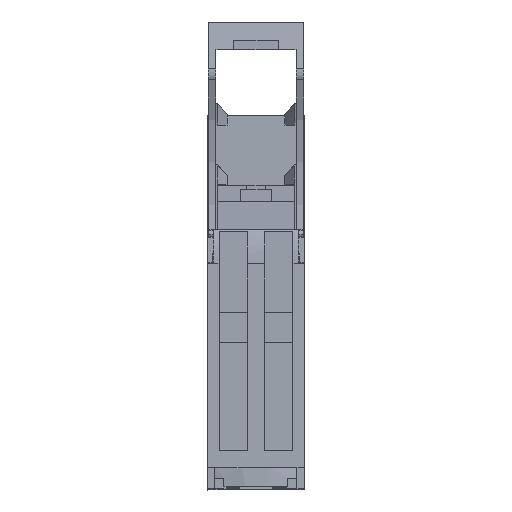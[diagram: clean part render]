
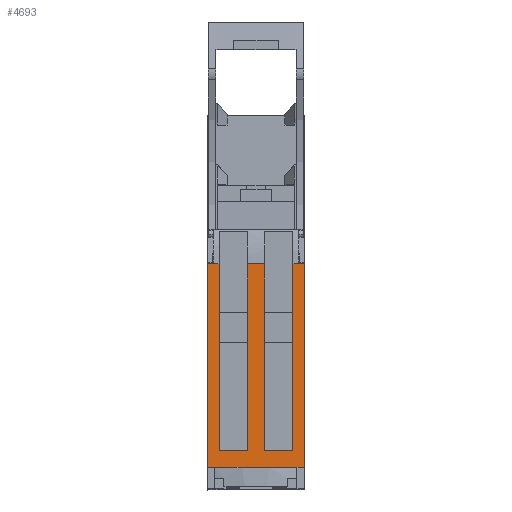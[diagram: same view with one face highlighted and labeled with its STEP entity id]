
A CAD part, front view. The second image highlights one B-rep face of the part: STEP entity #4693.
In plain terms, the highlighted cylindrical face has radius 8974.53 mm (diameter 17949.1 mm), a partial arc.
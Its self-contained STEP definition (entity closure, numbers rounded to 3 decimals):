
#4604=AXIS2_PLACEMENT_3D('Cylinder Axis2P3D',#4601,#4602,#4603) ;
#4608=AXIS2_PLACEMENT_3D('Circle Axis2P3D',#4606,#4607,$) ;
#4621=AXIS2_PLACEMENT_3D('Circle Axis2P3D',#4619,#4620,$) ;
#4626=AXIS2_PLACEMENT_3D('Circle Axis2P3D',#4624,#4625,$) ;
#4639=AXIS2_PLACEMENT_3D('Circle Axis2P3D',#4637,#4638,$) ;
#1807=CARTESIAN_POINT('Vertex',(15.8,4.805,36.856)) ;
#1811=CARTESIAN_POINT('Control Point',(15.8,4.374,3.7)) ;
#1812=CARTESIAN_POINT('Control Point',(15.8,4.448,10.331)) ;
#1813=CARTESIAN_POINT('Control Point',(15.8,4.528,16.963)) ;
#1814=CARTESIAN_POINT('Control Point',(15.8,4.614,23.594)) ;
#1815=CARTESIAN_POINT('Control Point',(15.8,4.706,30.225)) ;
#1816=CARTESIAN_POINT('Control Point',(15.8,4.805,36.856)) ;
#1817=CARTESIAN_POINT('Vertex',(15.8,4.374,3.7)) ;
#2410=CARTESIAN_POINT('Vertex',(0.,4.374,3.7)) ;
#2414=CARTESIAN_POINT('Control Point',(0.,4.805,36.856)) ;
#2415=CARTESIAN_POINT('Control Point',(0.,4.706,30.225)) ;
#2416=CARTESIAN_POINT('Control Point',(0.,4.614,23.594)) ;
#2417=CARTESIAN_POINT('Control Point',(0.,4.528,16.963)) ;
#2418=CARTESIAN_POINT('Control Point',(0.,4.448,10.331)) ;
#2419=CARTESIAN_POINT('Control Point',(0.,4.374,3.7)) ;
#2420=CARTESIAN_POINT('Vertex',(0.,4.805,36.856)) ;
#4505=CARTESIAN_POINT('Line Origine',(7.29,4.805,36.856)) ;
#4509=CARTESIAN_POINT('Vertex',(1.871,4.805,36.856)) ;
#4532=CARTESIAN_POINT('Vertex',(6.465,4.805,36.856)) ;
#4535=CARTESIAN_POINT('Line Origine',(7.29,4.805,36.856)) ;
#4539=CARTESIAN_POINT('Vertex',(9.335,4.805,36.856)) ;
#4562=CARTESIAN_POINT('Vertex',(13.929,4.805,36.856)) ;
#4565=CARTESIAN_POINT('Line Origine',(7.29,4.805,36.856)) ;
#4601=CARTESIAN_POINT('Axis2P3D Location',(7.29,8978.347,-96.378)) ;
#4606=CARTESIAN_POINT('Axis2P3D Location',(13.929,8978.347,-96.378)) ;
#4610=CARTESIAN_POINT('Vertex',(13.929,4.404,6.4)) ;
#4614=CARTESIAN_POINT('Control Point',(13.929,4.404,6.4)) ;
#4615=CARTESIAN_POINT('Control Point',(9.335,4.404,6.4)) ;
#4616=CARTESIAN_POINT('Vertex',(9.335,4.404,6.4)) ;
#4619=CARTESIAN_POINT('Axis2P3D Location',(9.335,8978.347,-96.378)) ;
#4624=CARTESIAN_POINT('Axis2P3D Location',(6.465,8978.347,-96.378)) ;
#4628=CARTESIAN_POINT('Vertex',(6.465,4.404,6.4)) ;
#4632=CARTESIAN_POINT('Control Point',(6.465,4.404,6.4)) ;
#4633=CARTESIAN_POINT('Control Point',(1.871,4.404,6.4)) ;
#4634=CARTESIAN_POINT('Vertex',(1.871,4.404,6.4)) ;
#4637=CARTESIAN_POINT('Axis2P3D Location',(1.871,8978.347,-96.378)) ;
#4642=CARTESIAN_POINT('Line Origine',(7.29,4.374,3.7)) ;
#4646=CARTESIAN_POINT('Vertex',(1.18,4.374,3.7)) ;
#4649=CARTESIAN_POINT('Line Origine',(7.29,4.374,3.7)) ;
#4653=CARTESIAN_POINT('Vertex',(4.111,4.374,3.7)) ;
#4656=CARTESIAN_POINT('Line Origine',(7.29,4.374,3.7)) ;
#4660=CARTESIAN_POINT('Vertex',(11.649,4.374,3.7)) ;
#4663=CARTESIAN_POINT('Line Origine',(7.29,4.374,3.7)) ;
#4667=CARTESIAN_POINT('Vertex',(14.58,4.374,3.7)) ;
#4670=CARTESIAN_POINT('Line Origine',(7.29,4.374,3.7)) ;
#4506=DIRECTION('Vector Direction',(1.,0.,0.)) ;
#4536=DIRECTION('Vector Direction',(1.,0.,0.)) ;
#4566=DIRECTION('Vector Direction',(1.,0.,0.)) ;
#4602=DIRECTION('Axis2P3D Direction',(1.,0.,0.)) ;
#4603=DIRECTION('Axis2P3D XDirection',(0.,-1.,0.015)) ;
#4607=DIRECTION('Axis2P3D Direction',(1.,0.,0.)) ;
#4620=DIRECTION('Axis2P3D Direction',(1.,0.,0.)) ;
#4625=DIRECTION('Axis2P3D Direction',(1.,0.,0.)) ;
#4638=DIRECTION('Axis2P3D Direction',(1.,0.,0.)) ;
#4643=DIRECTION('Vector Direction',(1.,0.,0.)) ;
#4650=DIRECTION('Vector Direction',(1.,0.,0.)) ;
#4657=DIRECTION('Vector Direction',(1.,0.,0.)) ;
#4664=DIRECTION('Vector Direction',(1.,0.,0.)) ;
#4671=DIRECTION('Vector Direction',(1.,0.,0.)) ;
#4507=VECTOR('Line Direction',#4506,1.) ;
#4537=VECTOR('Line Direction',#4536,1.) ;
#4567=VECTOR('Line Direction',#4566,1.) ;
#4644=VECTOR('Line Direction',#4643,1.) ;
#4651=VECTOR('Line Direction',#4650,1.) ;
#4658=VECTOR('Line Direction',#4657,1.) ;
#4665=VECTOR('Line Direction',#4664,1.) ;
#4672=VECTOR('Line Direction',#4671,1.) ;
#4676=ORIENTED_EDGE('',*,*,#4569,.F.) ;
#4677=ORIENTED_EDGE('',*,*,#4612,.F.) ;
#4678=ORIENTED_EDGE('',*,*,#4618,.T.) ;
#4679=ORIENTED_EDGE('',*,*,#4623,.T.) ;
#4680=ORIENTED_EDGE('',*,*,#4541,.T.) ;
#4681=ORIENTED_EDGE('',*,*,#4630,.T.) ;
#4682=ORIENTED_EDGE('',*,*,#4636,.T.) ;
#4683=ORIENTED_EDGE('',*,*,#4641,.F.) ;
#4684=ORIENTED_EDGE('',*,*,#4511,.T.) ;
#4685=ORIENTED_EDGE('',*,*,#2422,.F.) ;
#4686=ORIENTED_EDGE('',*,*,#4648,.F.) ;
#4687=ORIENTED_EDGE('',*,*,#4655,.F.) ;
#4688=ORIENTED_EDGE('',*,*,#4662,.F.) ;
#4689=ORIENTED_EDGE('',*,*,#4669,.F.) ;
#4690=ORIENTED_EDGE('',*,*,#4674,.F.) ;
#4691=ORIENTED_EDGE('',*,*,#1819,.F.) ;
#4693=ADVANCED_FACE('Hauptk\X2\00F6\X0\rper',(#4692),#4605,.T.) ;
#1810=B_SPLINE_CURVE_WITH_KNOTS('',5,(#1811,#1812,#1813,#1814,#1815,#1816),.UNSPECIFIED.,.F.,.U.,(6,6),(0.,33.159),.UNSPECIFIED.) ;
#2413=B_SPLINE_CURVE_WITH_KNOTS('',5,(#2414,#2415,#2416,#2417,#2418,#2419),.UNSPECIFIED.,.F.,.U.,(6,6),(0.,33.159),.UNSPECIFIED.) ;
#4613=B_SPLINE_CURVE_WITH_KNOTS('',1,(#4614,#4615),.UNSPECIFIED.,.F.,.U.,(2,2),(-2.297,2.297),.UNSPECIFIED.) ;
#4631=B_SPLINE_CURVE_WITH_KNOTS('',1,(#4632,#4633),.UNSPECIFIED.,.F.,.U.,(2,2),(-2.297,2.297),.UNSPECIFIED.) ;
#4609=CIRCLE('generated circle',#4608,8974.531) ;
#4622=CIRCLE('generated circle',#4621,8974.531) ;
#4627=CIRCLE('generated circle',#4626,8974.531) ;
#4640=CIRCLE('generated circle',#4639,8974.531) ;
#4605=CYLINDRICAL_SURFACE('generated cylinder',#4604,8974.531) ;
#1819=EDGE_CURVE('',#1808,#1818,#1810,.F.) ;
#2422=EDGE_CURVE('',#2411,#2421,#2413,.F.) ;
#4511=EDGE_CURVE('',#4510,#2421,#4508,.F.) ;
#4541=EDGE_CURVE('',#4540,#4533,#4538,.F.) ;
#4569=EDGE_CURVE('',#4563,#1808,#4568,.T.) ;
#4612=EDGE_CURVE('',#4611,#4563,#4609,.F.) ;
#4618=EDGE_CURVE('',#4611,#4617,#4613,.T.) ;
#4623=EDGE_CURVE('',#4617,#4540,#4622,.F.) ;
#4630=EDGE_CURVE('',#4533,#4629,#4627,.T.) ;
#4636=EDGE_CURVE('',#4629,#4635,#4631,.T.) ;
#4641=EDGE_CURVE('',#4510,#4635,#4640,.T.) ;
#4648=EDGE_CURVE('',#4647,#2411,#4645,.F.) ;
#4655=EDGE_CURVE('',#4654,#4647,#4652,.F.) ;
#4662=EDGE_CURVE('',#4661,#4654,#4659,.F.) ;
#4669=EDGE_CURVE('',#4668,#4661,#4666,.F.) ;
#4674=EDGE_CURVE('',#1818,#4668,#4673,.F.) ;
#4675=EDGE_LOOP('',(#4676,#4677,#4678,#4679,#4680,#4681,#4682,#4683,#4684,#4685,#4686,#4687,#4688,#4689,#4690,#4691)) ;
#4692=FACE_OUTER_BOUND('',#4675,.T.) ;
#4508=LINE('Line',#4505,#4507) ;
#4538=LINE('Line',#4535,#4537) ;
#4568=LINE('Line',#4565,#4567) ;
#4645=LINE('Line',#4642,#4644) ;
#4652=LINE('Line',#4649,#4651) ;
#4659=LINE('Line',#4656,#4658) ;
#4666=LINE('Line',#4663,#4665) ;
#4673=LINE('Line',#4670,#4672) ;
#1808=VERTEX_POINT('',#1807) ;
#1818=VERTEX_POINT('',#1817) ;
#2411=VERTEX_POINT('',#2410) ;
#2421=VERTEX_POINT('',#2420) ;
#4510=VERTEX_POINT('',#4509) ;
#4533=VERTEX_POINT('',#4532) ;
#4540=VERTEX_POINT('',#4539) ;
#4563=VERTEX_POINT('',#4562) ;
#4611=VERTEX_POINT('',#4610) ;
#4617=VERTEX_POINT('',#4616) ;
#4629=VERTEX_POINT('',#4628) ;
#4635=VERTEX_POINT('',#4634) ;
#4647=VERTEX_POINT('',#4646) ;
#4654=VERTEX_POINT('',#4653) ;
#4661=VERTEX_POINT('',#4660) ;
#4668=VERTEX_POINT('',#4667) ;
